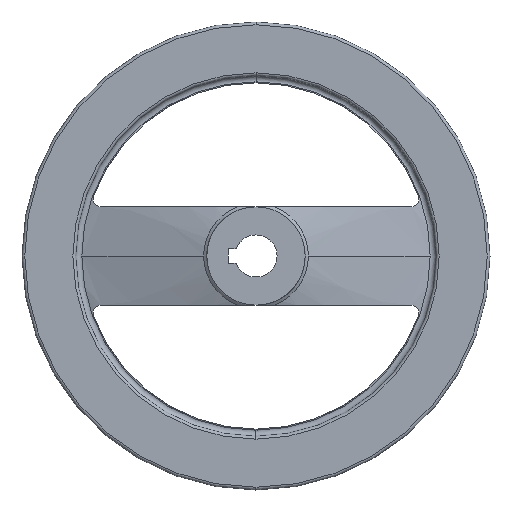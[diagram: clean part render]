
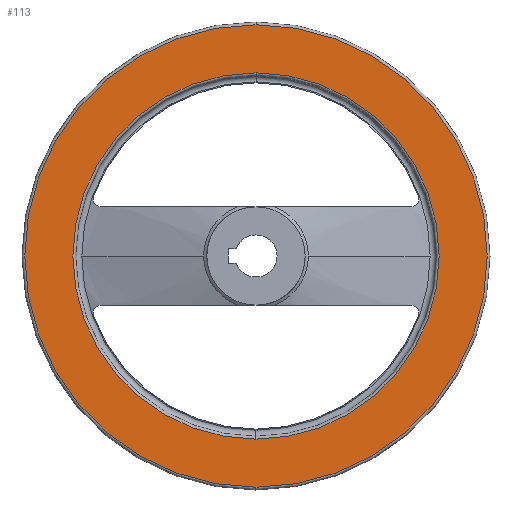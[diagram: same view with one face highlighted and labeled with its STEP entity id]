
A CAD part, left-side view. The second image highlights one B-rep face of the part: STEP entity #113.
In plain terms, the highlighted planar face has unit normal (-1, 0, 0).
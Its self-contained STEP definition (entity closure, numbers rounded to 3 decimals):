
#113 = ADVANCED_FACE( '', ( #199, #200 ), #201, .T. );
#199 = FACE_BOUND( '', #293, .T. );
#200 = FACE_OUTER_BOUND( '', #294, .T. );
#201 = PLANE( '', #295 );
#293 = EDGE_LOOP( '', ( #643, #644, #645 ) );
#294 = EDGE_LOOP( '', ( #646, #647, #648 ) );
#295 = AXIS2_PLACEMENT_3D( '', #649, #650, #651 );
#643 = ORIENTED_EDGE( '', *, *, #738, .F. );
#644 = ORIENTED_EDGE( '', *, *, #737, .F. );
#645 = ORIENTED_EDGE( '', *, *, #838, .F. );
#646 = ORIENTED_EDGE( '', *, *, #745, .T. );
#647 = ORIENTED_EDGE( '', *, *, #837, .T. );
#648 = ORIENTED_EDGE( '', *, *, #746, .T. );
#649 = CARTESIAN_POINT( '', ( 22.8, 88.525, 0. ) );
#650 = DIRECTION( '', ( -1., 0., 0. ) );
#651 = DIRECTION( '', ( 0., 1., 0. ) );
#737 = EDGE_CURVE( '', #893, #895, #896, .T. );
#738 = EDGE_CURVE( '', #895, #897, #898, .T. );
#745 = EDGE_CURVE( '', #911, #909, #912, .T. );
#746 = EDGE_CURVE( '', #903, #911, #913, .T. );
#837 = EDGE_CURVE( '', #909, #903, #1058, .T. );
#838 = EDGE_CURVE( '', #897, #893, #1059, .T. );
#893 = VERTEX_POINT( '', #1181 );
#895 = VERTEX_POINT( '', #1183 );
#896 = CIRCLE( '', #1184, 78.25 );
#897 = VERTEX_POINT( '', #1185 );
#898 = CIRCLE( '', #1186, 78.25 );
#903 = VERTEX_POINT( '', #1191 );
#909 = VERTEX_POINT( '', #1197 );
#911 = VERTEX_POINT( '', #1199 );
#912 = CIRCLE( '', #1200, 98.8 );
#913 = CIRCLE( '', #1201, 98.8 );
#1058 = CIRCLE( '', #1652, 98.8 );
#1059 = CIRCLE( '', #1653, 78.25 );
#1181 = CARTESIAN_POINT( '', ( 22.8, 0., 78.25 ) );
#1183 = CARTESIAN_POINT( '', ( 22.8, 78.25, 0. ) );
#1184 = AXIS2_PLACEMENT_3D( '', #1715, #1716, #1717 );
#1185 = CARTESIAN_POINT( '', ( 22.8, 0., -78.25 ) );
#1186 = AXIS2_PLACEMENT_3D( '', #1718, #1719, #1720 );
#1191 = CARTESIAN_POINT( '', ( 22.8, 0., 98.8 ) );
#1197 = CARTESIAN_POINT( '', ( 22.8, 0., -98.8 ) );
#1199 = CARTESIAN_POINT( '', ( 22.8, 98.8, 0. ) );
#1200 = AXIS2_PLACEMENT_3D( '', #1739, #1740, #1741 );
#1201 = AXIS2_PLACEMENT_3D( '', #1742, #1743, #1744 );
#1652 = AXIS2_PLACEMENT_3D( '', #1901, #1902, #1903 );
#1653 = AXIS2_PLACEMENT_3D( '', #1904, #1905, #1906 );
#1715 = CARTESIAN_POINT( '', ( 22.8, 0., 0. ) );
#1716 = DIRECTION( '', ( -1., 0., 0. ) );
#1717 = DIRECTION( '', ( 0., 1., 0. ) );
#1718 = CARTESIAN_POINT( '', ( 22.8, 0., 0. ) );
#1719 = DIRECTION( '', ( -1., 0., 0. ) );
#1720 = DIRECTION( '', ( 0., 1., 0. ) );
#1739 = CARTESIAN_POINT( '', ( 22.8, 0., 0. ) );
#1740 = DIRECTION( '', ( -1., 0., 0. ) );
#1741 = DIRECTION( '', ( 0., 1., 0. ) );
#1742 = CARTESIAN_POINT( '', ( 22.8, 0., 0. ) );
#1743 = DIRECTION( '', ( -1., 0., 0. ) );
#1744 = DIRECTION( '', ( 0., 1., 0. ) );
#1901 = CARTESIAN_POINT( '', ( 22.8, 0., 0. ) );
#1902 = DIRECTION( '', ( -1., 0., 0. ) );
#1903 = DIRECTION( '', ( 0., 1., 0. ) );
#1904 = CARTESIAN_POINT( '', ( 22.8, 0., 0. ) );
#1905 = DIRECTION( '', ( -1., 0., 0. ) );
#1906 = DIRECTION( '', ( 0., 1., 0. ) );
